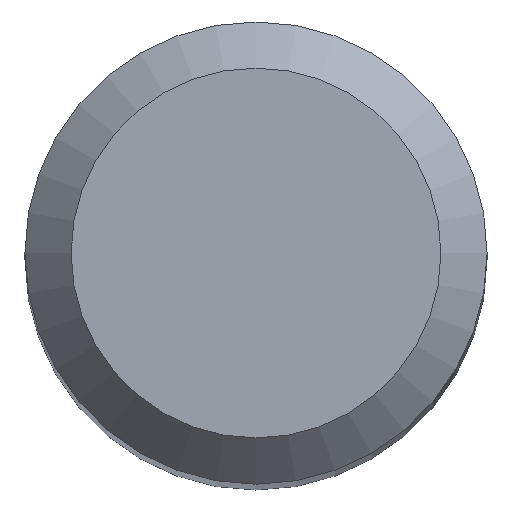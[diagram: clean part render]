
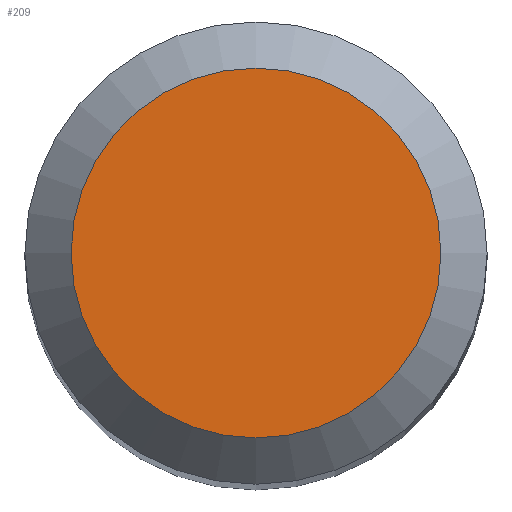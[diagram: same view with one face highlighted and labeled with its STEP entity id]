
A CAD part, top view. The second image highlights one B-rep face of the part: STEP entity #209.
In plain terms, the highlighted planar face has unit normal (0, 0, 1).
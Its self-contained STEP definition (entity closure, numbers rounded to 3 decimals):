
#40 = AXIS2_PLACEMENT_3D ( 'NONE', #76, #252, #41 ) ;
#41 = DIRECTION ( 'NONE',  ( 1., 0., 0. ) ) ;
#56 = EDGE_LOOP ( 'NONE', ( #311 ) ) ;
#74 = DIRECTION ( 'NONE',  ( 0., 0., -1. ) ) ;
#76 = CARTESIAN_POINT ( 'NONE',  ( 0., 0., 42. ) ) ;
#109 = VERTEX_POINT ( 'NONE', #375 ) ;
#146 = EDGE_CURVE ( 'NONE', #109, #109, #213, .T. ) ;
#164 = CARTESIAN_POINT ( 'NONE',  ( 0., 1.6, 42. ) ) ;
#209 = ADVANCED_FACE ( 'NONE', ( #354 ), #320, .F. ) ;
#213 = CIRCLE ( 'NONE', #40, 1.6 ) ;
#252 = DIRECTION ( 'NONE',  ( 0., 0., 1. ) ) ;
#311 = ORIENTED_EDGE ( 'NONE', *, *, #146, .T. ) ;
#320 = PLANE ( 'NONE',  #379 ) ;
#324 = DIRECTION ( 'NONE',  ( -1., 0., 0. ) ) ;
#354 = FACE_OUTER_BOUND ( 'NONE', #56, .T. ) ;
#375 = CARTESIAN_POINT ( 'NONE',  ( 1.6, 0., 42. ) ) ;
#379 = AXIS2_PLACEMENT_3D ( 'NONE', #164, #74, #324 ) ;
